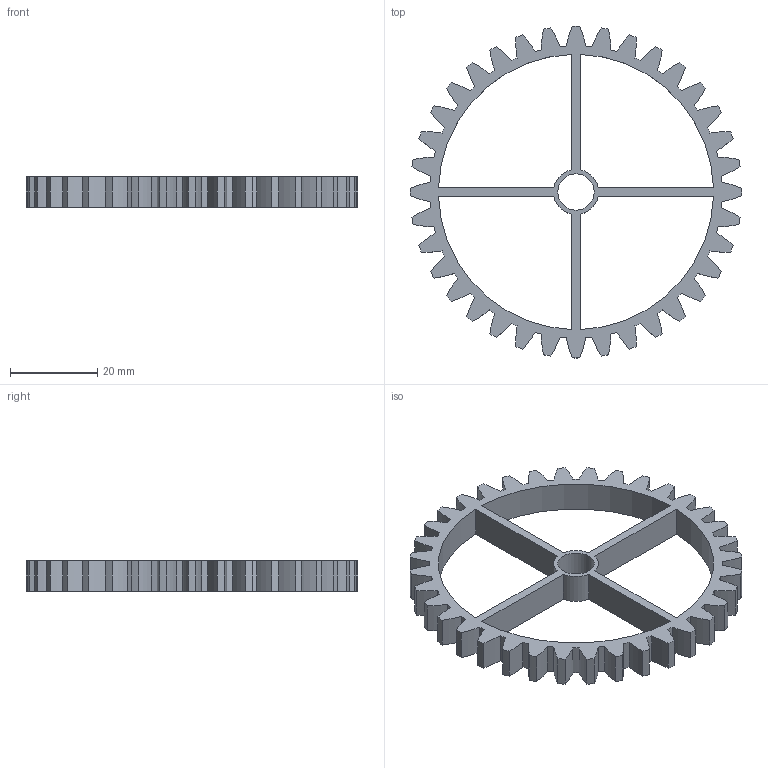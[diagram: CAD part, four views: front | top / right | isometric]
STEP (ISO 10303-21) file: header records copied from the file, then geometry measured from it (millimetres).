
FILE_DESCRIPTION(/* description */ (''),/* implementation_level */ '2;1');
FILE_NAME(/* name */ 'Module 1 Gear B.stp',/* time_stamp */ '2024-11-06T18:51:43+01:00',/* author */ ('wszaf'),/* organization */ (''),/* preprocessor_version */ 'ST-DEVELOPER v20',/* originating_system */ 'Autodesk Inventor 2024',/* authorisation */ '');
FILE_SCHEMA (('AUTOMOTIVE_DESIGN { 1 0 10303 214 3 1 1 }'));
Length unit declared in the file: millimetre
Products named in the file (1): Spur Gear2
Bounding box: 76 x 76 x 7 mm (x, y, z)
Volume: 8174.3 mm3; surface area: 8688.8 mm2
Topology: 1 solids, 1 shells, 163 faces, 483 edges, 322 vertices
Faces by surface type: cylinder 153, plane 10
Full cylindrical faces by diameter (mm): 8.3 x1
Entity records: 5706 total; most frequent: DIRECTION 1117, CARTESIAN_POINT 969, ORIENTED_EDGE 966, EDGE_CURVE 483, AXIS2_PLACEMENT_3D 470, VERTEX_POINT 322, CIRCLE 306, LINE 177
